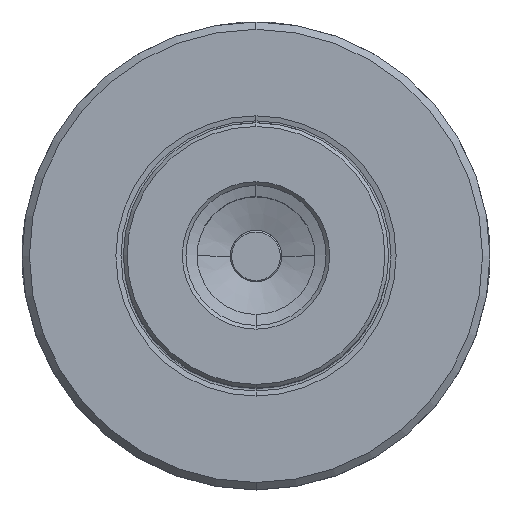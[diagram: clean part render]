
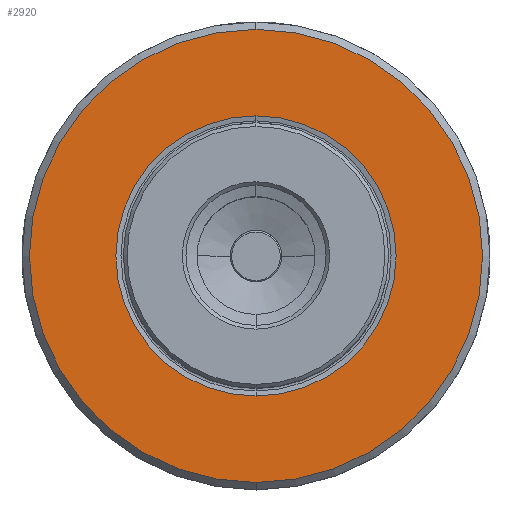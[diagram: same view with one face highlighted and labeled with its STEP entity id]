
A CAD part, top view. The second image highlights one B-rep face of the part: STEP entity #2920.
In plain terms, the highlighted planar face has unit normal (0, 0, 1).
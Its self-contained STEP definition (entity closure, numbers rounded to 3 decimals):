
#1278=VERTEX_POINT('NONE',#3338);
#1356=EDGE_CURVE('NONE',#1278,#1950,#3425,.T.);
#1418=VERTEX_POINT('NONE',#3497);
#1502=VERTEX_POINT('NONE',#3590);
#1562=EDGE_CURVE('NONE',#1502,#1418,#3655,.T.);
#1696=EDGE_CURVE('NONE',#1950,#1278,#3807,.T.);
#1950=VERTEX_POINT('NONE',#4090);
#2864=EDGE_CURVE('NONE',#1418,#1502,#5098,.T.);
#2920=ADVANCED_FACE('NONE',(#5162,#5163),#5164,.T.);
#3338=CARTESIAN_POINT('',(0.,19.012,40.0));
#3425=CIRCLE('',#5993,19.012);
#3497=CARTESIAN_POINT('',(0.,30.75,40.0));
#3590=CARTESIAN_POINT('',(0.,-30.75,40.0));
#3655=CIRCLE('',#6452,30.75);
#3807=CIRCLE('',#6699,19.012);
#4090=CARTESIAN_POINT('',(0.,-19.012,40.0));
#5098=CIRCLE('',#9136,30.75);
#5162=FACE_OUTER_BOUND('',#9251,.T.);
#5163=FACE_BOUND('',#9252,.T.);
#5164=PLANE('',#9253);
#5993=AXIS2_PLACEMENT_3D('',#9968,#9969,#9970);
#6452=AXIS2_PLACEMENT_3D('',#10221,#10222,#10223);
#6699=AXIS2_PLACEMENT_3D('',#10415,#10416,#10417);
#9136=AXIS2_PLACEMENT_3D('',#11861,#11862,#11863);
#9251=EDGE_LOOP('',(#11943,#11944));
#9252=EDGE_LOOP('',(#11945,#11946));
#9253=AXIS2_PLACEMENT_3D('',#11947,#11948,#11949);
#9968=CARTESIAN_POINT('',(0.0,0.0,40.0));
#9969=DIRECTION('',(0.0,0.0,-1.0));
#9970=DIRECTION('',(0.,-1.0,0.0));
#10221=CARTESIAN_POINT('',(0.0,0.0,40.0));
#10222=DIRECTION('',(0.0,0.0,-1.0));
#10223=DIRECTION('',(0.,-1.0,0.0));
#10415=CARTESIAN_POINT('',(0.0,0.0,40.0));
#10416=DIRECTION('',(0.0,0.0,-1.0));
#10417=DIRECTION('',(0.,-1.0,0.0));
#11861=CARTESIAN_POINT('',(0.0,0.0,40.0));
#11862=DIRECTION('',(0.0,0.0,-1.0));
#11863=DIRECTION('',(0.,-1.0,0.0));
#11943=ORIENTED_EDGE('',*,*,#1562,.F.);
#11944=ORIENTED_EDGE('',*,*,#2864,.F.);
#11945=ORIENTED_EDGE('',*,*,#1356,.T.);
#11946=ORIENTED_EDGE('',*,*,#1696,.T.);
#11947=CARTESIAN_POINT('',(-30.75,0.,40.0));
#11948=DIRECTION('',(0.0,0.0,1.0));
#11949=DIRECTION('',(1.0,0.0,0.0));
